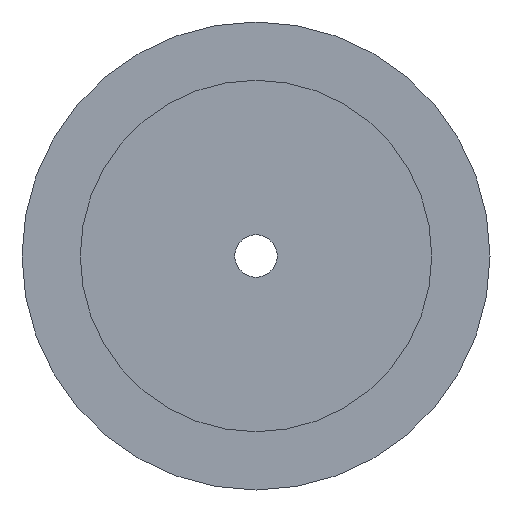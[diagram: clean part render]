
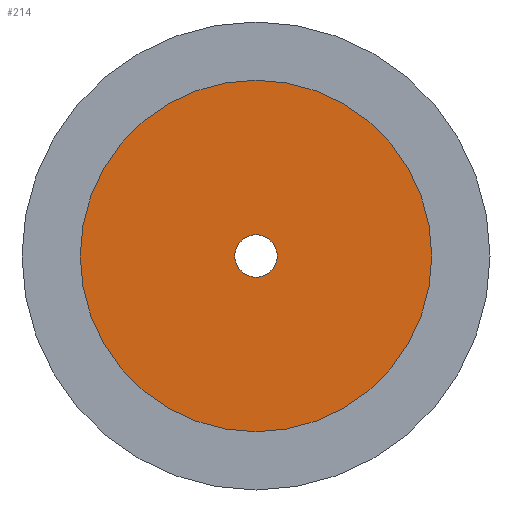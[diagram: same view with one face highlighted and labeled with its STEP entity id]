
A CAD part, front view. The second image highlights one B-rep face of the part: STEP entity #214.
In plain terms, the highlighted planar face has unit normal (0, -1, 0).
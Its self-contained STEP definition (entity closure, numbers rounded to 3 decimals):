
#2 = CIRCLE ( 'NONE', #298, 20.65 ) ;
#32 = DIRECTION ( 'NONE',  ( 0., -1., 0. ) ) ;
#72 = AXIS2_PLACEMENT_3D ( 'NONE', #85, #32, #243 ) ;
#85 = CARTESIAN_POINT ( 'NONE',  ( 0., 2.5, 0. ) ) ;
#95 = DIRECTION ( 'NONE',  ( 0., -1., 0. ) ) ;
#111 = AXIS2_PLACEMENT_3D ( 'NONE', #373, #511, #618 ) ;
#120 = EDGE_LOOP ( 'NONE', ( #280, #179 ) ) ;
#146 = VERTEX_POINT ( 'NONE', #645 ) ;
#150 = EDGE_CURVE ( 'NONE', #255, #146, #568, .T. ) ;
#175 = VERTEX_POINT ( 'NONE', #209 ) ;
#179 = ORIENTED_EDGE ( 'NONE', *, *, #582, .F. ) ;
#186 = CARTESIAN_POINT ( 'NONE',  ( 0., 2.5, 0. ) ) ;
#188 = CARTESIAN_POINT ( 'NONE',  ( 0., 2.5, -20.65 ) ) ;
#209 = CARTESIAN_POINT ( 'NONE',  ( 0., 2.5, 20.65 ) ) ;
#214 = ADVANCED_FACE ( 'NONE', ( #246, #451 ), #227, .T. ) ;
#227 = PLANE ( 'NONE',  #111 ) ;
#229 = DIRECTION ( 'NONE',  ( 0., 0., -1. ) ) ;
#232 = DIRECTION ( 'NONE',  ( 0., 0., -1. ) ) ;
#243 = DIRECTION ( 'NONE',  ( 0., 0., -1. ) ) ;
#246 = FACE_OUTER_BOUND ( 'NONE', #382, .T. ) ;
#255 = VERTEX_POINT ( 'NONE', #328 ) ;
#266 = EDGE_CURVE ( 'NONE', #711, #175, #419, .T. ) ;
#275 = EDGE_CURVE ( 'NONE', #175, #711, #2, .T. ) ;
#276 = CARTESIAN_POINT ( 'NONE',  ( 0., 2.5, 0. ) ) ;
#280 = ORIENTED_EDGE ( 'NONE', *, *, #150, .F. ) ;
#289 = CIRCLE ( 'NONE', #72, 2.5 ) ;
#298 = AXIS2_PLACEMENT_3D ( 'NONE', #276, #442, #229 ) ;
#328 = CARTESIAN_POINT ( 'NONE',  ( 0., 2.5, -2.5 ) ) ;
#343 = AXIS2_PLACEMENT_3D ( 'NONE', #420, #95, #483 ) ;
#359 = ORIENTED_EDGE ( 'NONE', *, *, #275, .T. ) ;
#373 = CARTESIAN_POINT ( 'NONE',  ( 2.5, 2.5, 0. ) ) ;
#382 = EDGE_LOOP ( 'NONE', ( #454, #359 ) ) ;
#419 = CIRCLE ( 'NONE', #602, 20.65 ) ;
#420 = CARTESIAN_POINT ( 'NONE',  ( 0., 2.5, 0. ) ) ;
#442 = DIRECTION ( 'NONE',  ( 0., -1., 0. ) ) ;
#451 = FACE_BOUND ( 'NONE', #120, .T. ) ;
#454 = ORIENTED_EDGE ( 'NONE', *, *, #266, .T. ) ;
#483 = DIRECTION ( 'NONE',  ( 0., 0., -1. ) ) ;
#511 = DIRECTION ( 'NONE',  ( 0., -1., 0. ) ) ;
#563 = DIRECTION ( 'NONE',  ( 0., -1., 0. ) ) ;
#568 = CIRCLE ( 'NONE', #343, 2.5 ) ;
#582 = EDGE_CURVE ( 'NONE', #146, #255, #289, .T. ) ;
#602 = AXIS2_PLACEMENT_3D ( 'NONE', #186, #563, #232 ) ;
#618 = DIRECTION ( 'NONE',  ( 0., 0., -1. ) ) ;
#645 = CARTESIAN_POINT ( 'NONE',  ( 0., 2.5, 2.5 ) ) ;
#711 = VERTEX_POINT ( 'NONE', #188 ) ;
